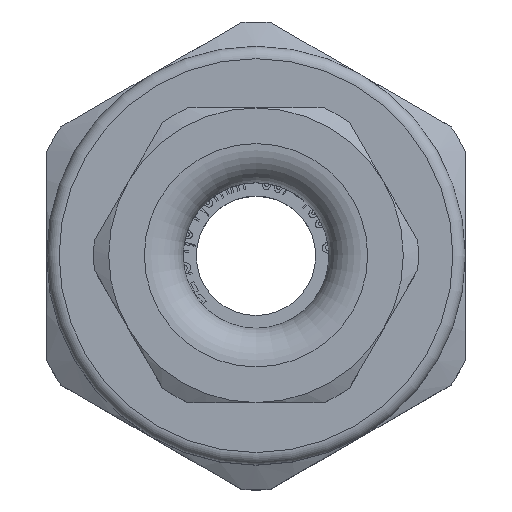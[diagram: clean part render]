
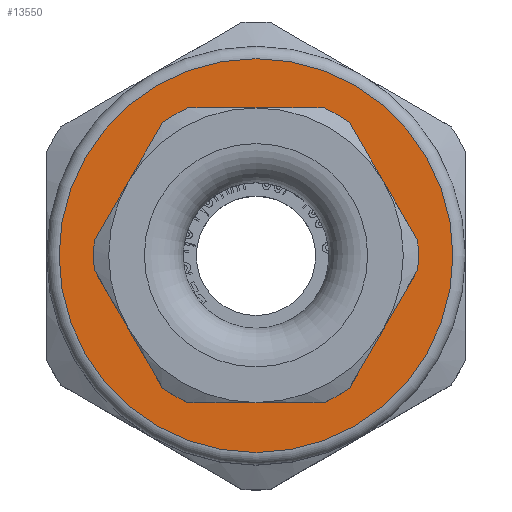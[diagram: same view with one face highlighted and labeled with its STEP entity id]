
A CAD part, top view. The second image highlights one B-rep face of the part: STEP entity #13550.
In plain terms, the highlighted planar face has unit normal (0, 0, 1).
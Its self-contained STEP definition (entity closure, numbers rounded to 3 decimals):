
#13523=CARTESIAN_POINT('',(0.,0.,27.));
#13524=DIRECTION('',(0.,0.,1.));
#13525=DIRECTION('',(1.,0.,0.));
#13526=AXIS2_PLACEMENT_3D('',#13523,#13524,#13525);
#13527=PLANE('',#13526);
#13528=CARTESIAN_POINT('',(8.5,-0.,27.));
#13529=VERTEX_POINT('',#13528);
#13530=CARTESIAN_POINT('',(0.,0.,27.));
#13531=DIRECTION('',(-0.,-0.,-1.));
#13532=DIRECTION('',(1.,0.,-0.));
#13533=AXIS2_PLACEMENT_3D('',#13530,#13531,#13532);
#13534=CIRCLE('',#13533,8.5);
#13535=EDGE_CURVE('',#13529,#13529,#13534,.T.);
#13536=ORIENTED_EDGE('',*,*,#13535,.T.);
#13537=EDGE_LOOP('',(#13536));
#13538=FACE_BOUND('',#13537,.T.);
#13539=CARTESIAN_POINT('',(12.7,-0.,27.));
#13540=VERTEX_POINT('',#13539);
#13541=CARTESIAN_POINT('',(0.,0.,27.));
#13542=DIRECTION('',(0.,0.,1.));
#13543=DIRECTION('',(1.,0.,-0.));
#13544=AXIS2_PLACEMENT_3D('',#13541,#13542,#13543);
#13545=CIRCLE('',#13544,12.7);
#13546=EDGE_CURVE('',#13540,#13540,#13545,.T.);
#13547=ORIENTED_EDGE('',*,*,#13546,.T.);
#13548=EDGE_LOOP('',(#13547));
#13549=FACE_BOUND('',#13548,.T.);
#13550=ADVANCED_FACE('',(#13538,#13549),#13527,.T.);
